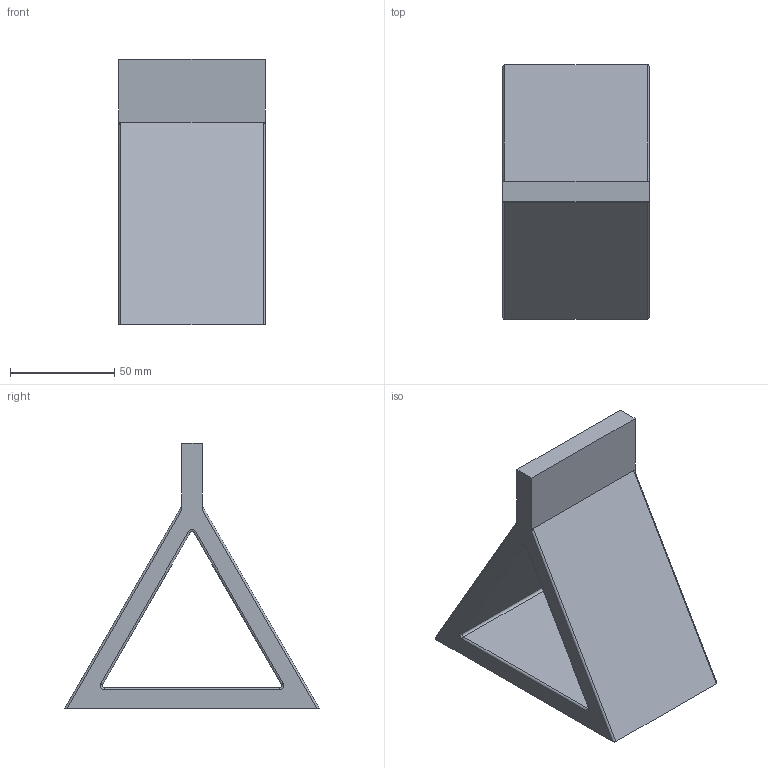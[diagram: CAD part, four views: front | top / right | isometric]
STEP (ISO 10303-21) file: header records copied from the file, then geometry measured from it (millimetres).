
FILE_DESCRIPTION(/* description */ (''),/* implementation_level */ '2;1');
FILE_NAME(/* name */ 'Heat Lamp Stand v3.step',/* time_stamp */ '2025-05-05T17:33:38-07:00',/* author */ (''),/* organization */ (''),/* preprocessor_version */ 'ST-DEVELOPER v20.1',/* originating_system */ 'Autodesk Translation Framework v14.4.0.0',/* authorisation */ '');
FILE_SCHEMA (('AUTOMOTIVE_DESIGN { 1 0 10303 214 3 1 1 }'));
Length unit declared in the file: millimetre
Products named in the file (3): Temperature Stand; Sensor Stand; Heat Lamp Stand
Assembly tree (2 placements, depth 2):
  Temperature Stand
    Sensor Stand
    Heat Lamp Stand
Bounding box: 70 x 122.01 x 127 mm (x, y, z)
Volume: 237745.1 mm3; surface area: 53566.1 mm2
Topology: 1 solids, 1 shells, 30 faces, 72 edges, 44 vertices
Faces by surface type: cylinder 13, plane 11, torus 6
Entity records: 960 total; most frequent: DIRECTION 174, CARTESIAN_POINT 151, ORIENTED_EDGE 144, EDGE_CURVE 72, AXIS2_PLACEMENT_3D 67, VERTEX_POINT 44, LINE 40, VECTOR 40
